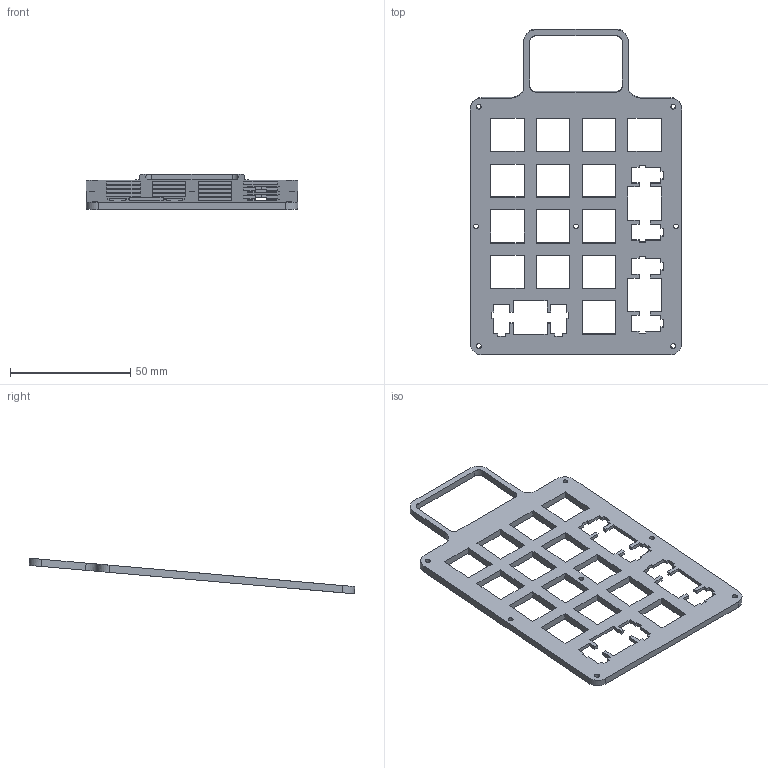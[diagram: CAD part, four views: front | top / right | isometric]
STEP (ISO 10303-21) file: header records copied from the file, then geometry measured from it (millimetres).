
FILE_DESCRIPTION(('HOOPS Exchange Step'),'2;1');
FILE_NAME('temp_export','2022-12-20T14:58:26-05:00',('jscotto'),('Shapr3D Limited'),'HOOPS Exchange 2022.1','Shapr3D','Authorized');
FILE_SCHEMA( ('AUTOMOTIVE_DESIGN { 1 0 10303 214 1 1 1 1 }') );
Length unit declared in the file: millimetre
Products named in the file (1): root
Bounding box: 88.2 x 135.49 x 14.82 mm (x, y, z)
Volume: 15694.7 mm3; surface area: 16875.3 mm2
Topology: 1 solids, 1 shells, 207 faces, 622 edges, 419 vertices
Faces by surface type: plane 188, cylinder 15, bspline 4
Full cylindrical faces by diameter (mm): 2 x5, 2.1 x2
Entity records: 7221 total; most frequent: CARTESIAN_POINT 1457, ORIENTED_EDGE 1248, DIRECTION 1067, EDGE_CURVE 624, VECTOR 573, LINE 573, VERTEX_POINT 421, EDGE_LOOP 259
